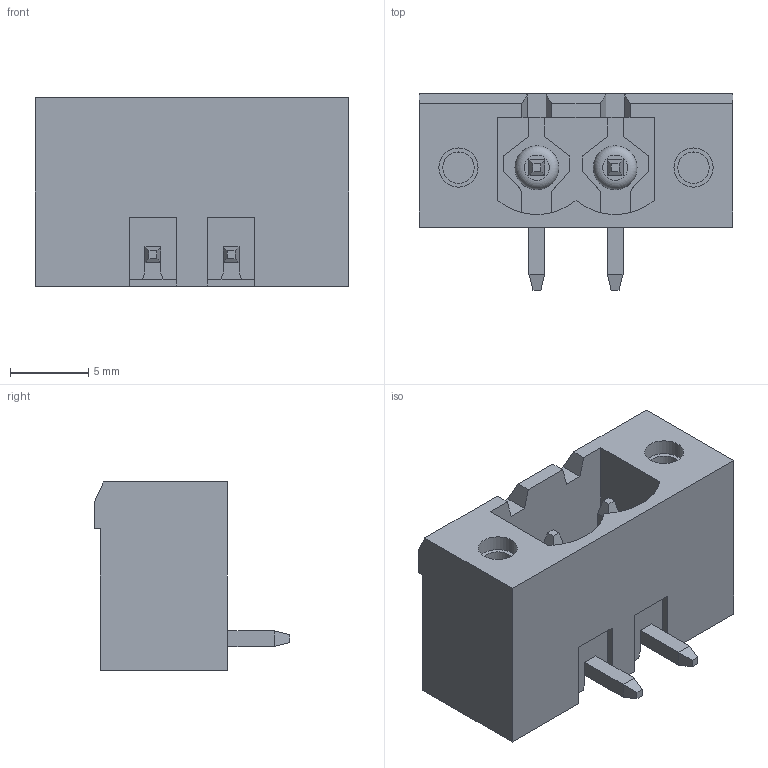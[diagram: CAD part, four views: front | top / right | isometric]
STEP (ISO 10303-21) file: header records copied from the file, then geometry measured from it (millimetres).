
FILE_DESCRIPTION( ( 'Unknown' ), '1' );
FILE_NAME( '691317710002.stp', 'Unknown', ( 'Unknown' ), ( 'Unknown' ), 'PSStep 14.0', 'Unknown', ' ' );
FILE_SCHEMA( ( 'AUTOMOTIVE_DESIGN { 1 0 10303 214 1 1 1 1 }' ) );
Length unit declared in the file: millimetre
Products named in the file (4): Assem1; 691311700102; 6913177100xx_INSERT; 6913177100xx_PIN
Assembly tree (5 placements, depth 2):
  Assem1
    691311700102
    6913177100xx_INSERT  x2
    6913177100xx_PIN  x2
Bounding box: 20 x 12.5 x 12 mm (x, y, z)
Volume: 992.7 mm3; surface area: 2672.4 mm2
Topology: 5 solids, 5 shells, 182 faces, 469 edges, 305 vertices
Faces by surface type: plane 162, cylinder 14, torus 6
Full cylindrical faces by diameter (mm): 2 x2, 2.5 x2, 2.8 x2
Entity records: 6151 total; most frequent: CARTESIAN_POINT 1070, ORIENTED_EDGE 790, DIRECTION 733, EDGE_CURVE 395, LINE 351, VECTOR 351, VERTEX_POINT 264, AXIS2_PLACEMENT_3D 191
